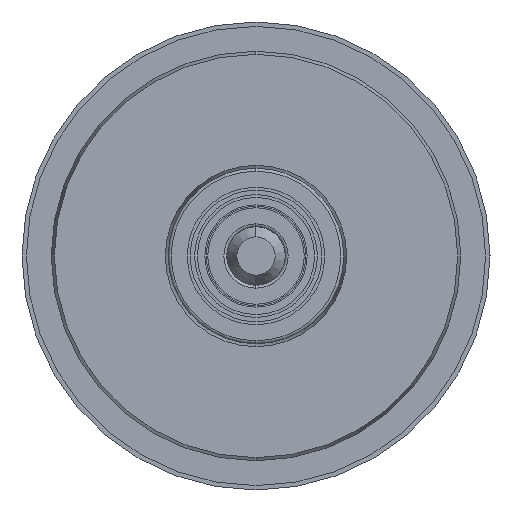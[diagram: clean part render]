
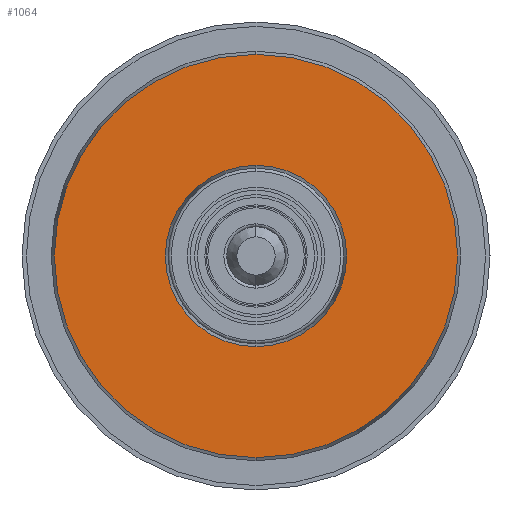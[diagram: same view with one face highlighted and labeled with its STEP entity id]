
A CAD part, left-side view. The second image highlights one B-rep face of the part: STEP entity #1064.
In plain terms, the highlighted planar face has unit normal (-1, 0, 0).
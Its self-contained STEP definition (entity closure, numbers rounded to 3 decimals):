
#1064=ADVANCED_FACE('',(#2054,#2055),#2056,.T.);
#2054=FACE_BOUND('',#3039,.T.);
#2055=FACE_OUTER_BOUND('',#3040,.T.);
#2056=PLANE('',#3041);
#3039=EDGE_LOOP('',(#5331,#5332));
#3040=EDGE_LOOP('',(#5333,#5334));
#3041=AXIS2_PLACEMENT_3D('',#5335,#5336,#5337);
#5331=ORIENTED_EDGE('',*,*,#6248,.T.);
#5332=ORIENTED_EDGE('',*,*,#6250,.T.);
#5333=ORIENTED_EDGE('',*,*,#6234,.T.);
#5334=ORIENTED_EDGE('',*,*,#6256,.T.);
#5335=CARTESIAN_POINT('',(-1.95,0.0,0.0));
#5336=DIRECTION('',(-1.0,0.0,0.0));
#5337=DIRECTION('',(0.0,0.0,1.0));
#6234=EDGE_CURVE('',#7448,#7450,#7452,.T.);
#6248=EDGE_CURVE('',#7470,#7472,#7474,.T.);
#6250=EDGE_CURVE('',#7472,#7470,#7476,.T.);
#6256=EDGE_CURVE('',#7450,#7448,#7482,.T.);
#7448=VERTEX_POINT('',#9034);
#7450=VERTEX_POINT('',#9037);
#7452=CIRCLE('',#9040,3.446);
#7470=VERTEX_POINT('',#9062);
#7472=VERTEX_POINT('',#9065);
#7474=CIRCLE('',#9068,1.55);
#7476=CIRCLE('',#9070,1.55);
#7482=CIRCLE('',#9076,3.446);
#9034=CARTESIAN_POINT('',(-1.95,0.0,3.446));
#9037=CARTESIAN_POINT('',(-1.95,0.,-3.446));
#9040=AXIS2_PLACEMENT_3D('',#10235,#10236,#10237);
#9062=CARTESIAN_POINT('',(-1.95,0.0,1.55));
#9065=CARTESIAN_POINT('',(-1.95,0.,-1.55));
#9068=AXIS2_PLACEMENT_3D('',#10256,#10257,#10258);
#9070=AXIS2_PLACEMENT_3D('',#10259,#10260,#10261);
#9076=AXIS2_PLACEMENT_3D('',#10268,#10269,#10270);
#10235=CARTESIAN_POINT('',(-1.95,0.0,0.0));
#10236=DIRECTION('',(-1.0,0.0,0.0));
#10237=DIRECTION('',(0.0,0.0,1.0));
#10256=CARTESIAN_POINT('',(-1.95,0.0,0.0));
#10257=DIRECTION('',(1.0,0.0,-0.0));
#10258=DIRECTION('',(0.0,0.0,1.0));
#10259=CARTESIAN_POINT('',(-1.95,0.0,0.0));
#10260=DIRECTION('',(1.0,0.0,-0.0));
#10261=DIRECTION('',(0.0,0.0,1.0));
#10268=CARTESIAN_POINT('',(-1.95,0.0,0.0));
#10269=DIRECTION('',(-1.0,0.0,0.0));
#10270=DIRECTION('',(0.0,0.0,1.0));
